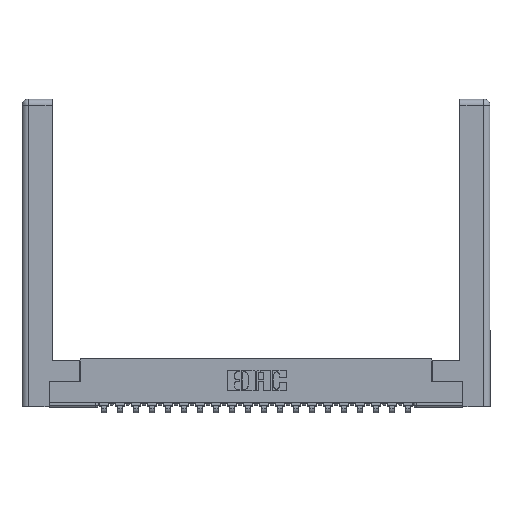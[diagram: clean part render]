
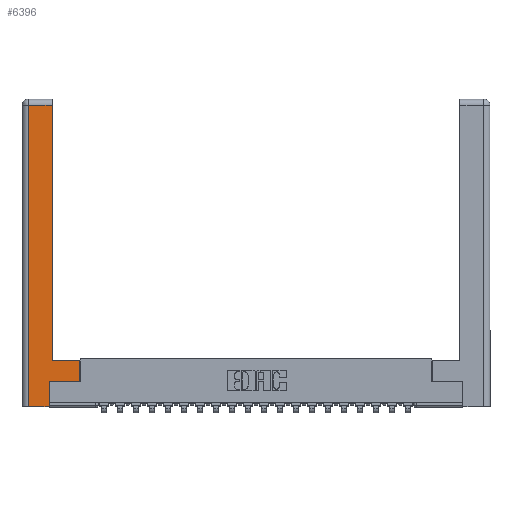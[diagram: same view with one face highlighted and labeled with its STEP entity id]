
A CAD part, top view. The second image highlights one B-rep face of the part: STEP entity #6396.
In plain terms, the highlighted planar face has unit normal (0, 0, 1).
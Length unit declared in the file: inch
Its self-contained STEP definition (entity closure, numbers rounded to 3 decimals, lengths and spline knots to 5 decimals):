
#574 = ORIENTED_EDGE ( 'NONE', *, *, #19101, .T. ) ;
#1189 = LINE ( 'NONE', #12168, #13929 ) ;
#1341 = EDGE_CURVE ( 'NONE', #18164, #11705, #12124, .T. ) ;
#2324 = CARTESIAN_POINT ( 'NONE',  ( 0.0615, 0., 0. ) ) ;
#2545 = CARTESIAN_POINT ( 'NONE',  ( 0.565, 0.245, 0. ) ) ;
#4219 = LINE ( 'NONE', #13319, #11652 ) ;
#4885 = ORIENTED_EDGE ( 'NONE', *, *, #21620, .T. ) ;
#4961 = DIRECTION ( 'NONE',  ( 1., 0., 0. ) ) ;
#5491 = DIRECTION ( 'NONE',  ( 0., 1., 0. ) ) ;
#5522 = LINE ( 'NONE', #18165, #20610 ) ;
#5759 = ORIENTED_EDGE ( 'NONE', *, *, #17756, .T. ) ;
#5928 = EDGE_LOOP ( 'NONE', ( #9828, #4885, #5759, #19383, #574, #5942, #14378, #12176 ) ) ;
#5942 = ORIENTED_EDGE ( 'NONE', *, *, #7928, .T. ) ;
#5992 = EDGE_CURVE ( 'NONE', #11705, #23323, #15715, .T. ) ;
#6396 = ADVANCED_FACE ( 'NONE', ( #21301 ), #10939, .F. ) ;
#6696 = CARTESIAN_POINT ( 'NONE',  ( 0.295, 0.45, 0. ) ) ;
#6930 = CARTESIAN_POINT ( 'NONE',  ( 0.0615, 0., 0. ) ) ;
#7076 = DIRECTION ( 'NONE',  ( 0., 1., 0. ) ) ;
#7272 = LINE ( 'NONE', #16363, #14866 ) ;
#7381 = DIRECTION ( 'NONE',  ( -1., 0., 0. ) ) ;
#7928 = EDGE_CURVE ( 'NONE', #15298, #11993, #5522, .T. ) ;
#9828 = ORIENTED_EDGE ( 'NONE', *, *, #5992, .T. ) ;
#9971 = EDGE_CURVE ( 'NONE', #11993, #18164, #17947, .T. ) ;
#10939 = PLANE ( 'NONE',  #22049 ) ;
#11076 = CARTESIAN_POINT ( 'NONE',  ( 0.0615, 2.94, 0. ) ) ;
#11429 = DIRECTION ( 'NONE',  ( -1., 0., 0. ) ) ;
#11652 = VECTOR ( 'NONE', #11429, 39.37008 ) ;
#11677 = VERTEX_POINT ( 'NONE', #6930 ) ;
#11705 = VERTEX_POINT ( 'NONE', #21327 ) ;
#11851 = CARTESIAN_POINT ( 'NONE',  ( 0.295, 2.94, 0. ) ) ;
#11993 = VERTEX_POINT ( 'NONE', #2545 ) ;
#12124 = LINE ( 'NONE', #6696, #15656 ) ;
#12168 = CARTESIAN_POINT ( 'NONE',  ( 0.265, 0., 0. ) ) ;
#12176 = ORIENTED_EDGE ( 'NONE', *, *, #1341, .T. ) ;
#12340 = DIRECTION ( 'NONE',  ( 0., 0., -1. ) ) ;
#13319 = CARTESIAN_POINT ( 'NONE',  ( 0.0615, 2.94, 0. ) ) ;
#13761 = VECTOR ( 'NONE', #22897, 39.37008 ) ;
#13767 = VECTOR ( 'NONE', #7076, 39.37008 ) ;
#13914 = DIRECTION ( 'NONE',  ( -1., 0., 0. ) ) ;
#13929 = VECTOR ( 'NONE', #4961, 39.37008 ) ;
#14378 = ORIENTED_EDGE ( 'NONE', *, *, #9971, .T. ) ;
#14643 = DIRECTION ( 'NONE',  ( 1., 0., 0. ) ) ;
#14866 = VECTOR ( 'NONE', #5491, 39.37008 ) ;
#15298 = VERTEX_POINT ( 'NONE', #19331 ) ;
#15602 = CARTESIAN_POINT ( 'NONE',  ( 0.565, 0.45, 0. ) ) ;
#15656 = VECTOR ( 'NONE', #13914, 39.37008 ) ;
#15715 = LINE ( 'NONE', #19260, #13761 ) ;
#16129 = CARTESIAN_POINT ( 'NONE',  ( 0., 0., 0. ) ) ;
#16363 = CARTESIAN_POINT ( 'NONE',  ( 0.265, 0.245, 0. ) ) ;
#16626 = LINE ( 'NONE', #2324, #19687 ) ;
#17756 = EDGE_CURVE ( 'NONE', #17760, #11677, #16626, .T. ) ;
#17760 = VERTEX_POINT ( 'NONE', #11076 ) ;
#17947 = LINE ( 'NONE', #23244, #13767 ) ;
#18164 = VERTEX_POINT ( 'NONE', #15602 ) ;
#18165 = CARTESIAN_POINT ( 'NONE',  ( 0.565, 0.245, 0. ) ) ;
#19101 = EDGE_CURVE ( 'NONE', #20072, #15298, #7272, .T. ) ;
#19260 = CARTESIAN_POINT ( 'NONE',  ( 0.295, 3., 0. ) ) ;
#19331 = CARTESIAN_POINT ( 'NONE',  ( 0.265, 0.245, 0. ) ) ;
#19383 = ORIENTED_EDGE ( 'NONE', *, *, #22101, .T. ) ;
#19687 = VECTOR ( 'NONE', #21928, 39.37008 ) ;
#20072 = VERTEX_POINT ( 'NONE', #22510 ) ;
#20610 = VECTOR ( 'NONE', #14643, 39.37008 ) ;
#21301 = FACE_OUTER_BOUND ( 'NONE', #5928, .T. ) ;
#21327 = CARTESIAN_POINT ( 'NONE',  ( 0.295, 0.45, 0. ) ) ;
#21620 = EDGE_CURVE ( 'NONE', #23323, #17760, #4219, .T. ) ;
#21928 = DIRECTION ( 'NONE',  ( 0., -1., 0. ) ) ;
#22049 = AXIS2_PLACEMENT_3D ( 'NONE', #16129, #12340, #7381 ) ;
#22101 = EDGE_CURVE ( 'NONE', #11677, #20072, #1189, .T. ) ;
#22510 = CARTESIAN_POINT ( 'NONE',  ( 0.265, 0., 0. ) ) ;
#22897 = DIRECTION ( 'NONE',  ( 0., 1., 0. ) ) ;
#23244 = CARTESIAN_POINT ( 'NONE',  ( 0.565, 0.45, 0. ) ) ;
#23323 = VERTEX_POINT ( 'NONE', #11851 ) ;
